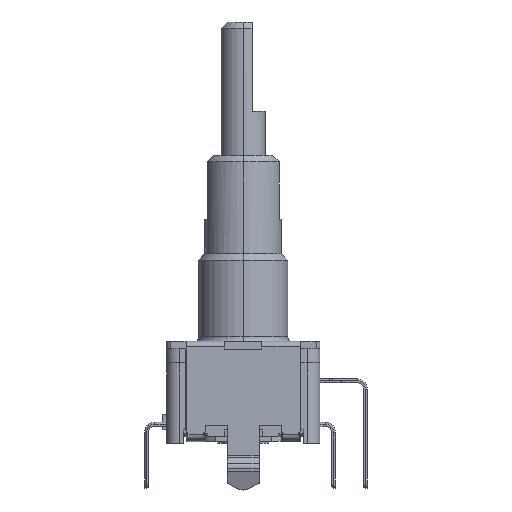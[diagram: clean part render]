
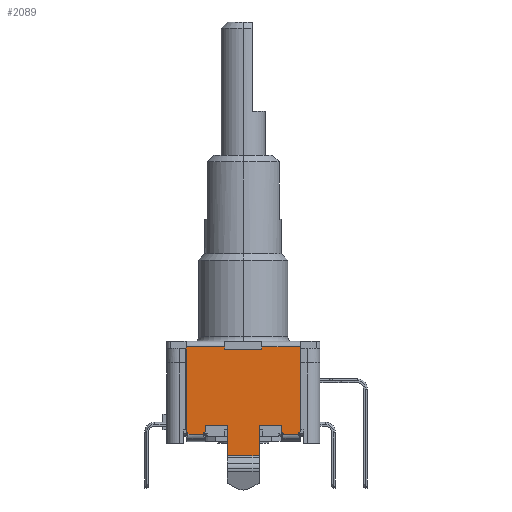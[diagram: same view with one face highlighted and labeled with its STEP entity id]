
A CAD part, left-side view. The second image highlights one B-rep face of the part: STEP entity #2089.
In plain terms, the highlighted planar face has unit normal (-1, 0, 0).
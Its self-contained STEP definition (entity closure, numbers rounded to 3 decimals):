
#2089=ADVANCED_FACE('NONE',(#4280),#4281,.T.);
#4280=FACE_OUTER_BOUND('',#6586,.T.);
#4281=PLANE('',#6587);
#6586=EDGE_LOOP('',(#12896,#12897,#12898,#12899,#12900,#12901,#12902,#12903,#12904,#12905,#12906,#12907,#12908,#12909,#12910,#12911,#12912,#12913,#12914,#12915));
#6587=AXIS2_PLACEMENT_3D('',#12916,#12917,#12918);
#12896=ORIENTED_EDGE('',*,*,#16353,.F.);
#12897=ORIENTED_EDGE('',*,*,#16354,.T.);
#12898=ORIENTED_EDGE('',*,*,#16355,.F.);
#12899=ORIENTED_EDGE('',*,*,#16356,.F.);
#12900=ORIENTED_EDGE('',*,*,#16357,.T.);
#12901=ORIENTED_EDGE('',*,*,#16358,.F.);
#12902=ORIENTED_EDGE('',*,*,#16359,.T.);
#12903=ORIENTED_EDGE('',*,*,#16360,.T.);
#12904=ORIENTED_EDGE('',*,*,#16361,.T.);
#12905=ORIENTED_EDGE('',*,*,#16362,.F.);
#12906=ORIENTED_EDGE('',*,*,#16363,.F.);
#12907=ORIENTED_EDGE('',*,*,#16364,.T.);
#12908=ORIENTED_EDGE('',*,*,#16365,.F.);
#12909=ORIENTED_EDGE('',*,*,#16366,.F.);
#12910=ORIENTED_EDGE('',*,*,#16367,.F.);
#12911=ORIENTED_EDGE('',*,*,#16368,.F.);
#12912=ORIENTED_EDGE('',*,*,#16369,.F.);
#12913=ORIENTED_EDGE('',*,*,#16370,.F.);
#12914=ORIENTED_EDGE('',*,*,#16371,.F.);
#12915=ORIENTED_EDGE('',*,*,#16372,.F.);
#12916=CARTESIAN_POINT('',(-5.85,4.525,-6.3));
#12917=DIRECTION('',(-1.0,0.,0.));
#12918=DIRECTION('',(0.,1.0,0.0));
#16353=EDGE_CURVE('NONE',#20320,#20321,#20322,.T.);
#16354=EDGE_CURVE('NONE',#20320,#20323,#20324,.T.);
#16355=EDGE_CURVE('NONE',#20325,#20323,#20326,.T.);
#16356=EDGE_CURVE('NONE',#20327,#20325,#20328,.T.);
#16357=EDGE_CURVE('NONE',#20327,#20329,#20330,.T.);
#16358=EDGE_CURVE('NONE',#20331,#20329,#20332,.T.);
#16359=EDGE_CURVE('NONE',#20331,#20333,#20334,.T.);
#16360=EDGE_CURVE('NONE',#20333,#20335,#20336,.T.);
#16361=EDGE_CURVE('NONE',#20335,#20337,#20338,.T.);
#16362=EDGE_CURVE('NONE',#20339,#20337,#20340,.T.);
#16363=EDGE_CURVE('NONE',#20341,#20339,#20342,.T.);
#16364=EDGE_CURVE('NONE',#20341,#20343,#20344,.T.);
#16365=EDGE_CURVE('NONE',#20345,#20343,#20346,.T.);
#16366=EDGE_CURVE('NONE',#20347,#20345,#20348,.T.);
#16367=EDGE_CURVE('NONE',#20349,#20347,#20350,.T.);
#16368=EDGE_CURVE('NONE',#20351,#20349,#20352,.T.);
#16369=EDGE_CURVE('NONE',#20353,#20351,#20354,.T.);
#16370=EDGE_CURVE('NONE',#20355,#20353,#20356,.T.);
#16371=EDGE_CURVE('NONE',#20357,#20355,#20358,.T.);
#16372=EDGE_CURVE('NONE',#20321,#20357,#20359,.T.);
#20320=VERTEX_POINT('NONE',#26679);
#20321=VERTEX_POINT('NONE',#26680);
#20322=CIRCLE('',#26681,0.2);
#20323=VERTEX_POINT('NONE',#26682);
#20324=LINE('',#26683,#26684);
#20325=VERTEX_POINT('NONE',#26685);
#20326=CIRCLE('',#26686,0.2);
#20327=VERTEX_POINT('NONE',#26687);
#20328=LINE('',#26688,#26689);
#20329=VERTEX_POINT('NONE',#26690);
#20330=LINE('',#26691,#26692);
#20331=VERTEX_POINT('NONE',#26693);
#20332=LINE('',#26694,#26695);
#20333=VERTEX_POINT('NONE',#26696);
#20334=LINE('',#26697,#26698);
#20335=VERTEX_POINT('NONE',#26699);
#20336=LINE('',#26700,#26701);
#20337=VERTEX_POINT('NONE',#26702);
#20338=LINE('',#26703,#26704);
#20339=VERTEX_POINT('NONE',#26705);
#20340=LINE('',#26706,#26707);
#20341=VERTEX_POINT('NONE',#26708);
#20342=CIRCLE('',#26709,0.2);
#20343=VERTEX_POINT('NONE',#26710);
#20344=LINE('',#26711,#26712);
#20345=VERTEX_POINT('NONE',#26713);
#20346=CIRCLE('',#26714,0.2);
#20347=VERTEX_POINT('NONE',#26715);
#20348=LINE('',#26716,#26717);
#20349=VERTEX_POINT('NONE',#26718);
#20350=LINE('',#26719,#26720);
#20351=VERTEX_POINT('NONE',#26721);
#20352=LINE('',#26722,#26723);
#20353=VERTEX_POINT('NONE',#26724);
#20354=LINE('',#26725,#26726);
#20355=VERTEX_POINT('NONE',#26727);
#20356=LINE('',#26728,#26729);
#20357=VERTEX_POINT('NONE',#26730);
#20358=LINE('',#26731,#26732);
#20359=LINE('',#26733,#26734);
#26679=CARTESIAN_POINT('',(-5.85,-3.124,-6.279));
#26680=CARTESIAN_POINT('',(-5.85,-2.975,-6.106));
#26681=AXIS2_PLACEMENT_3D('',#29871,#29872,#29873);
#26682=CARTESIAN_POINT('',(-5.85,-4.326,-6.279));
#26683=CARTESIAN_POINT('',(-5.85,4.525,-6.279));
#26684=VECTOR('',#29874,1000.0);
#26685=CARTESIAN_POINT('',(-5.85,-4.475,-6.106));
#26686=AXIS2_PLACEMENT_3D('',#29875,#29876,#29877);
#26687=CARTESIAN_POINT('',(-5.85,-4.475,0.55));
#26688=CARTESIAN_POINT('',(-5.85,-4.475,-6.106));
#26689=VECTOR('',#29878,1000.0);
#26690=CARTESIAN_POINT('',(-5.85,-1.45,0.55));
#26691=CARTESIAN_POINT('',(-5.85,4.475,0.55));
#26692=VECTOR('',#29879,1000.0);
#26693=CARTESIAN_POINT('',(-5.85,-1.45,0.38));
#26694=CARTESIAN_POINT('',(-5.85,-1.45,0.38));
#26695=VECTOR('',#29880,1000.0);
#26696=CARTESIAN_POINT('',(-5.85,1.45,0.38));
#26697=CARTESIAN_POINT('',(-5.85,1.45,0.38));
#26698=VECTOR('',#29881,1000.0);
#26699=CARTESIAN_POINT('',(-5.85,1.45,0.55));
#26700=CARTESIAN_POINT('',(-5.85,1.45,0.38));
#26701=VECTOR('',#29882,1000.0);
#26702=CARTESIAN_POINT('',(-5.85,4.475,0.55));
#26703=CARTESIAN_POINT('',(-5.85,4.475,0.55));
#26704=VECTOR('',#29883,1000.0);
#26705=CARTESIAN_POINT('',(-5.85,4.475,-6.106));
#26706=CARTESIAN_POINT('',(-5.85,4.475,1.));
#26707=VECTOR('',#29884,1000.0);
#26708=CARTESIAN_POINT('',(-5.85,4.326,-6.279));
#26709=AXIS2_PLACEMENT_3D('',#29885,#29886,#29887);
#26710=CARTESIAN_POINT('',(-5.85,3.124,-6.279));
#26711=CARTESIAN_POINT('',(-5.85,4.525,-6.279));
#26712=VECTOR('',#29888,1000.0);
#26713=CARTESIAN_POINT('',(-5.85,2.975,-6.106));
#26714=AXIS2_PLACEMENT_3D('',#29889,#29890,#29891);
#26715=CARTESIAN_POINT('',(-5.85,2.975,-5.6));
#26716=CARTESIAN_POINT('',(-5.85,2.975,-6.106));
#26717=VECTOR('',#29892,1000.0);
#26718=CARTESIAN_POINT('',(-5.85,1.25,-5.6));
#26719=CARTESIAN_POINT('',(-5.85,2.975,-5.6));
#26720=VECTOR('',#29893,1000.0);
#26721=CARTESIAN_POINT('',(-5.85,1.25,-7.95));
#26722=CARTESIAN_POINT('',(-5.85,1.25,-5.6));
#26723=VECTOR('',#29894,1000.0);
#26724=CARTESIAN_POINT('',(-5.85,-1.25,-7.95));
#26725=CARTESIAN_POINT('',(-5.85,-1.25,-7.95));
#26726=VECTOR('',#29895,1000.0);
#26727=CARTESIAN_POINT('',(-5.85,-1.25,-5.6));
#26728=CARTESIAN_POINT('',(-5.85,-1.25,-7.9));
#26729=VECTOR('',#29896,1000.0);
#26730=CARTESIAN_POINT('',(-5.85,-2.975,-5.6));
#26731=CARTESIAN_POINT('',(-5.85,-1.25,-5.6));
#26732=VECTOR('',#29897,1000.0);
#26733=CARTESIAN_POINT('',(-5.85,-2.975,-5.6));
#26734=VECTOR('',#29898,1000.0);
#29871=CARTESIAN_POINT('',(-5.85,-2.925,-6.3));
#29872=DIRECTION('',(-1.0,-0.0,0.));
#29873=DIRECTION('',(0.0,-1.0,0.0));
#29874=DIRECTION('',(0.,-1.0,0.));
#29875=CARTESIAN_POINT('',(-5.85,-4.525,-6.3));
#29876=DIRECTION('',(-1.0,-0.0,0.));
#29877=DIRECTION('',(0.0,-1.0,0.0));
#29878=DIRECTION('',(0.,0.,-1.0));
#29879=DIRECTION('',(0.,1.0,0.));
#29880=DIRECTION('',(0.,0.,1.0));
#29881=DIRECTION('',(0.,1.0,0.));
#29882=DIRECTION('',(0.,0.,1.0));
#29883=DIRECTION('',(0.,1.0,0.));
#29884=DIRECTION('',(0.,0.,1.0));
#29885=CARTESIAN_POINT('',(-5.85,4.525,-6.3));
#29886=DIRECTION('',(-1.0,-0.0,0.));
#29887=DIRECTION('',(0.0,-1.0,0.0));
#29888=DIRECTION('',(0.,-1.0,0.));
#29889=CARTESIAN_POINT('',(-5.85,2.925,-6.3));
#29890=DIRECTION('',(-1.0,-0.0,0.));
#29891=DIRECTION('',(0.0,-1.0,0.0));
#29892=DIRECTION('',(0.,0.,-1.0));
#29893=DIRECTION('',(0.,1.0,0.));
#29894=DIRECTION('',(0.,0.,1.0));
#29895=DIRECTION('',(0.,1.0,0.));
#29896=DIRECTION('',(0.,0.,-1.0));
#29897=DIRECTION('',(0.,1.0,0.));
#29898=DIRECTION('',(0.,0.,1.0));
